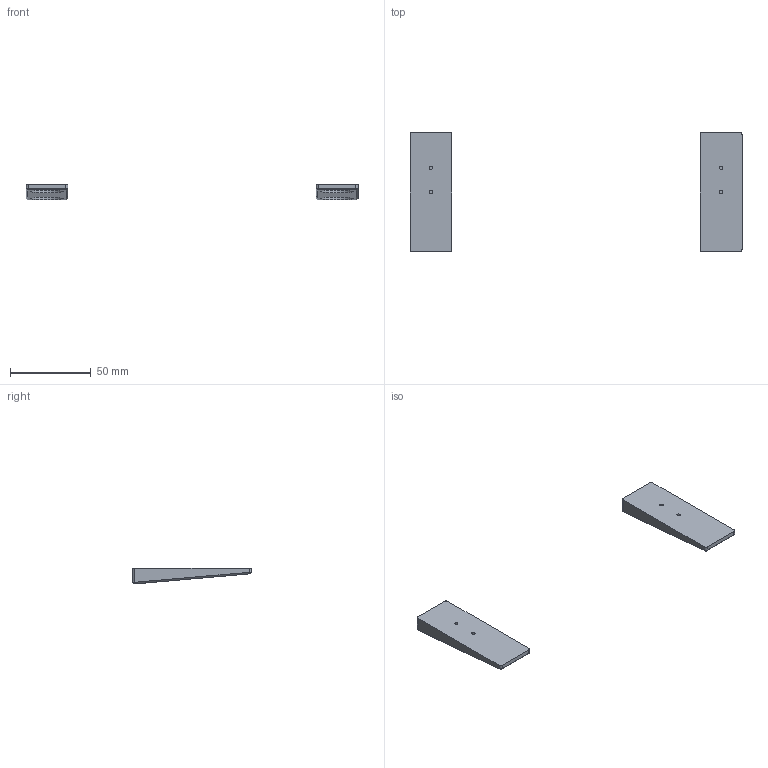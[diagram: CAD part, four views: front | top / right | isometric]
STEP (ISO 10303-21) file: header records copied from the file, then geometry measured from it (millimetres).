
FILE_DESCRIPTION(/* description */ (''),/* implementation_level */ '2;1');
FILE_NAME(/* name */ 'Phoenix45-Feet.step',/* time_stamp */ '2020-10-19T10:52:38-04:00',/* author */ (''),/* organization */ (''),/* preprocessor_version */ 'ST-DEVELOPER v18.1',/* originating_system */ 'Autodesk Translation Framework v9.3.0.1241',/* authorisation */ '');
FILE_SCHEMA (('AUTOMOTIVE_DESIGN { 1 0 10303 214 3 1 1 }'));
Length unit declared in the file: millimetre
Products named in the file (1): Feet
Bounding box: 206 x 74 x 9.91 mm (x, y, z)
Volume: 23855.3 mm3; surface area: 10617.2 mm2
Topology: 2 solids, 2 shells, 60 faces, 128 edges, 80 vertices
Faces by surface type: plane 28, cylinder 16, bspline 16
Full cylindrical faces by diameter (mm): 2 x4, 20.06 x4
Entity records: 1899 total; most frequent: CARTESIAN_POINT 653, ORIENTED_EDGE 256, DIRECTION 210, EDGE_CURVE 128, VERTEX_POINT 80, LINE 72, VECTOR 72, AXIS2_PLACEMENT_3D 69
